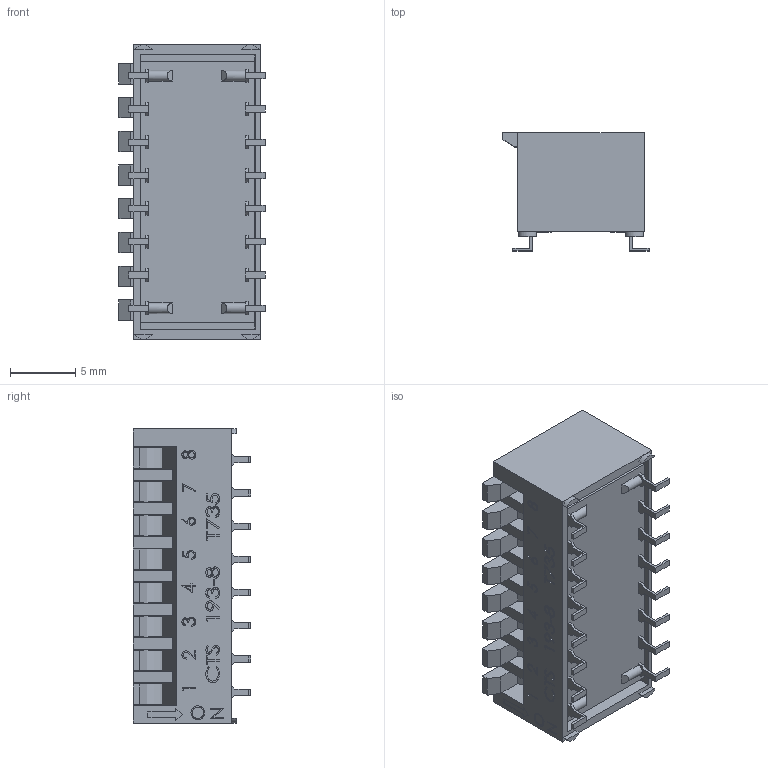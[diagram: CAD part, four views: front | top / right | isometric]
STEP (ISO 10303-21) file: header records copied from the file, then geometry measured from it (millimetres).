
FILE_DESCRIPTION (( 'STEP AP214' ), '1' );
FILE_NAME ('193-8MS.STEP', '2019-05-24T05:40:35', ( '' ), ( '' ), 'SwSTEP 2.0', 'SolidWorks 2019', '' );
FILE_SCHEMA (( 'AUTOMOTIVE_DESIGN' ));
Length unit declared in the file: millimetre
Products named in the file (4): 193-56-001; 193-40-108; 193-8 pole assembly; 193-8MS
Assembly tree (10 placements, depth 2):
  193-8MS
    193-40-108
    193-56-001  x8
    193-8 pole assembly
Bounding box: 11.17 x 9.02 x 22.5 mm (x, y, z)
Volume: 1145.6 mm3; surface area: 2511.9 mm2
Topology: 10 solids, 10 shells, 669 faces, 1844 edges, 1228 vertices
Faces by surface type: plane 473, bspline 148, cylinder 48
Entity records: 32278 total; most frequent: CARTESIAN_POINT 12752, ORIENTED_EDGE 3268, DIRECTION 2274, EDGE_CURVE 1634, VECTOR 1294, LINE 1294, VERTEX_POINT 1088, EDGE_LOOP 634
